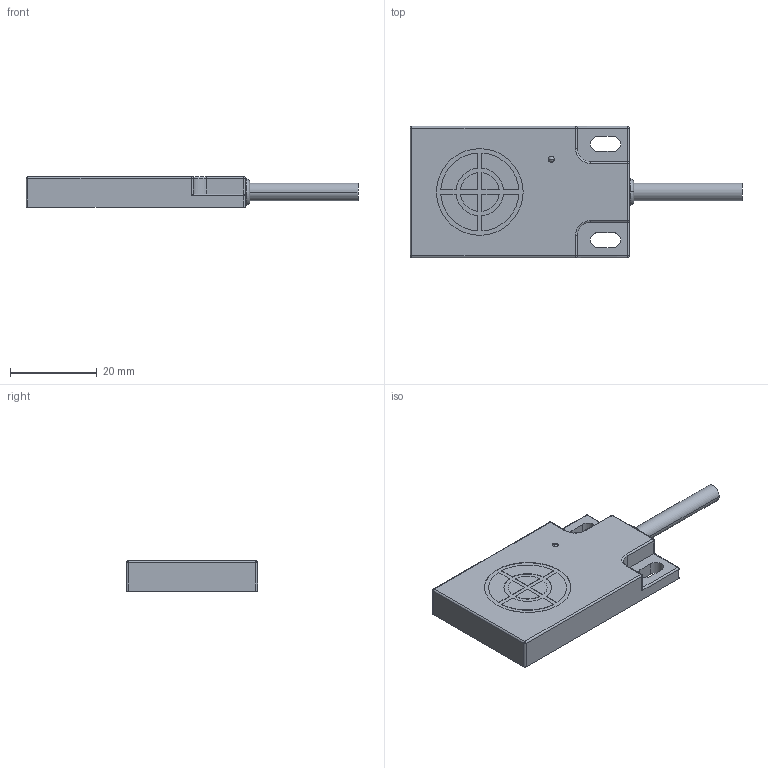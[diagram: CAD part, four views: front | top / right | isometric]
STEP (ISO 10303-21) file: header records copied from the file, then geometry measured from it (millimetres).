
FILE_DESCRIPTION((''),'2;1');
FILE_NAME('CQ07','2018-10-23T',('Gavin'),(''),'PRO/ENGINEER BY PARAMETRIC TECHNOLOGY CORPORATION, 2009440','PRO/ENGINEER BY PARAMETRIC TECHNOLOGY CORPORATION, 2009440','');
FILE_SCHEMA(('CONFIG_CONTROL_DESIGN'));
Length unit declared in the file: millimetre
Products named in the file (1): CQ07
Bounding box: 76.6 x 30.3 x 7 mm (x, y, z)
Volume: 10151.7 mm3; surface area: 4538.2 mm2
Topology: 1 solids, 1 shells, 115 faces, 258 edges, 159 vertices
Faces by surface type: cylinder 52, plane 49, sphere 10, torus 4
Entity records: 3244 total; most frequent: DIRECTION 586, CARTESIAN_POINT 562, ORIENTED_EDGE 512, EDGE_CURVE 256, AXIS2_PLACEMENT_3D 219, VERTEX_POINT 159, VECTOR 148, LINE 148
